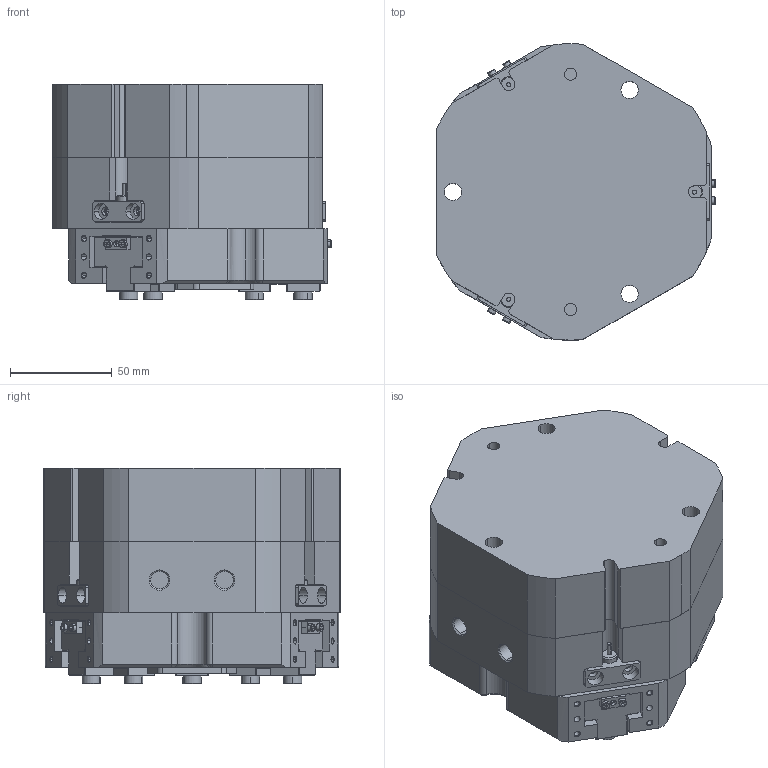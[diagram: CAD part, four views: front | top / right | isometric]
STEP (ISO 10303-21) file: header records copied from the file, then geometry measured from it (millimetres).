
FILE_DESCRIPTION (( 'STEP AP203' ), '1' );
FILE_NAME ('TZ95-146-S-NO.STEP', '2024-12-05T07:43:22', ( 'USER-' ), ( 'Microsoft' ), 'SwSTEP 2.0', 'SolidWorks 2018', '' );
FILE_SCHEMA (( 'CONFIG_CONTROL_DESIGN' ));
Length unit declared in the file: millimetre
Products named in the file (12): TZ95-146BS-M-01 褲极; 潔擒18-M4羲壽揤极; TZ95-146-M-06 笢猾啣; M8-20諉輪羲壽; TZ95賑輸-耀倰; 揤輸蚾饜极; TZ95BS-1-03 菁窒晊扥裔; 25x12-R3; TZ95-146-S-NO; 揤輸杅耀.sldasm-Part-9; 埴翐芛_GB_FASTENER_SCREWS_HSHCS M2X8-N; 6x9-8隅弇杶
Assembly tree (25 placements, depth 3):
  TZ95-146-S-NO
    TZ95-146BS-M-01 褲极
    TZ95賑輸-耀倰  x3
    M8-20諉輪羲壽  x3
    潔擒18-M4羲壽揤极  x3
    TZ95-146-M-06 笢猾啣
    6x9-8隅弇杶  x6
    TZ95BS-1-03 菁窒晊扥裔
    揤輸蚾饜极  x3
      揤輸杅耀.sldasm-Part-9
      埴翐芛_GB_FASTENER_SCREWS_HSHCS M2X8-N
    25x12-R3
Bounding box: 137.25 x 145.99 x 106 mm (x, y, z)
Volume: 1396023 mm3; surface area: 178686.6 mm2
Topology: 28 solids, 76 shells, 1731 faces, 4290 edges, 2713 vertices
Faces by surface type: plane 831, cylinder 430, cone 303, bspline 155, torus 12
Entity records: 43999 total; most frequent: CARTESIAN_POINT 12764, ORIENTED_EDGE 6172, DIRECTION 5907, EDGE_CURVE 3086, VERTEX_POINT 2024, AXIS2_PLACEMENT_3D 2003, LINE 1901, VECTOR 1901
